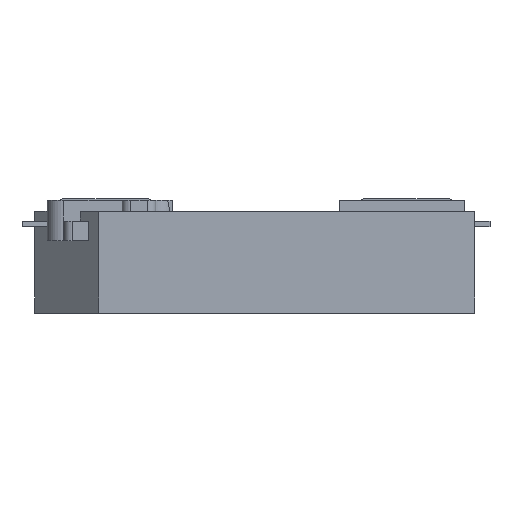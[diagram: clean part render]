
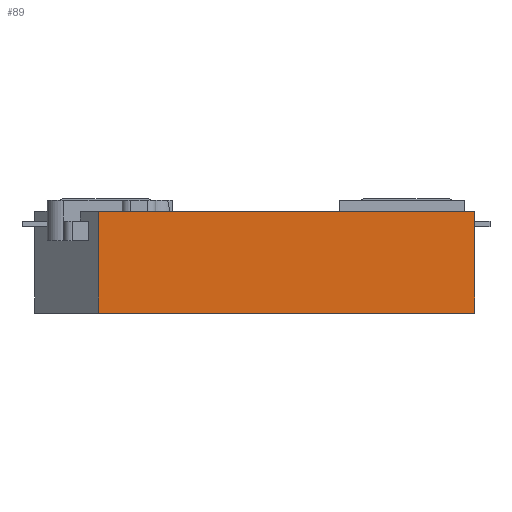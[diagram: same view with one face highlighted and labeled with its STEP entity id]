
A CAD part, left-side view. The second image highlights one B-rep face of the part: STEP entity #89.
In plain terms, the highlighted planar face has unit normal (-1, 0, 0).
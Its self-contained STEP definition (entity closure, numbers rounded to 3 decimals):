
#59 = CARTESIAN_POINT ( 'NONE',  ( -854.824, -109.394, -1.479 ) ) ;
#89 = ADVANCED_FACE ( 'NONE', ( #2359 ), #1204, .F. ) ;
#108 = VECTOR ( 'NONE', #2108, 1000. ) ;
#131 = VERTEX_POINT ( 'NONE', #59 ) ;
#148 = EDGE_CURVE ( 'NONE', #3454, #4183, #3111, .T. ) ;
#234 = EDGE_CURVE ( 'NONE', #2183, #3454, #2460, .T. ) ;
#431 = CARTESIAN_POINT ( 'NONE',  ( -854.824, -95.894, -4.879 ) ) ;
#513 = AXIS2_PLACEMENT_3D ( 'NONE', #1579, #854, #3087 ) ;
#854 = DIRECTION ( 'NONE',  ( 1., 0., 0. ) ) ;
#894 = CARTESIAN_POINT ( 'NONE',  ( -854.824, -109.394, -4.879 ) ) ;
#925 = LINE ( 'NONE', #3931, #4807 ) ;
#956 = ORIENTED_EDGE ( 'NONE', *, *, #148, .F. ) ;
#979 = ORIENTED_EDGE ( 'NONE', *, *, #3065, .F. ) ;
#1021 = ORIENTED_EDGE ( 'NONE', *, *, #4417, .T. ) ;
#1204 = PLANE ( 'NONE',  #513 ) ;
#1303 = DIRECTION ( 'NONE',  ( 0., 1., 0. ) ) ;
#1356 = ORIENTED_EDGE ( 'NONE', *, *, #234, .F. ) ;
#1579 = CARTESIAN_POINT ( 'NONE',  ( -854.824, -95.894, -4.879 ) ) ;
#1639 = EDGE_LOOP ( 'NONE', ( #1021, #979, #956, #1356 ) ) ;
#1651 = LINE ( 'NONE', #894, #108 ) ;
#2108 = DIRECTION ( 'NONE',  ( 0., 0., 1. ) ) ;
#2183 = VERTEX_POINT ( 'NONE', #2850 ) ;
#2289 = DIRECTION ( 'NONE',  ( 0., 0., 1. ) ) ;
#2359 = FACE_OUTER_BOUND ( 'NONE', #1639, .T. ) ;
#2460 = LINE ( 'NONE', #3657, #3796 ) ;
#2803 = DIRECTION ( 'NONE',  ( 0., -1., 0. ) ) ;
#2850 = CARTESIAN_POINT ( 'NONE',  ( -854.824, -109.394, -5.129 ) ) ;
#3065 = EDGE_CURVE ( 'NONE', #4183, #131, #925, .T. ) ;
#3087 = DIRECTION ( 'NONE',  ( 0., 0., -1. ) ) ;
#3111 = LINE ( 'NONE', #431, #3713 ) ;
#3454 = VERTEX_POINT ( 'NONE', #3710 ) ;
#3657 = CARTESIAN_POINT ( 'NONE',  ( -854.824, -109.394, -5.129 ) ) ;
#3710 = CARTESIAN_POINT ( 'NONE',  ( -854.824, -95.894, -5.129 ) ) ;
#3713 = VECTOR ( 'NONE', #2289, 1000. ) ;
#3734 = CARTESIAN_POINT ( 'NONE',  ( -854.824, -95.894, -1.479 ) ) ;
#3796 = VECTOR ( 'NONE', #1303, 1000. ) ;
#3931 = CARTESIAN_POINT ( 'NONE',  ( -854.824, -104.094, -1.479 ) ) ;
#4183 = VERTEX_POINT ( 'NONE', #3734 ) ;
#4417 = EDGE_CURVE ( 'NONE', #2183, #131, #1651, .T. ) ;
#4807 = VECTOR ( 'NONE', #2803, 1000. ) ;
